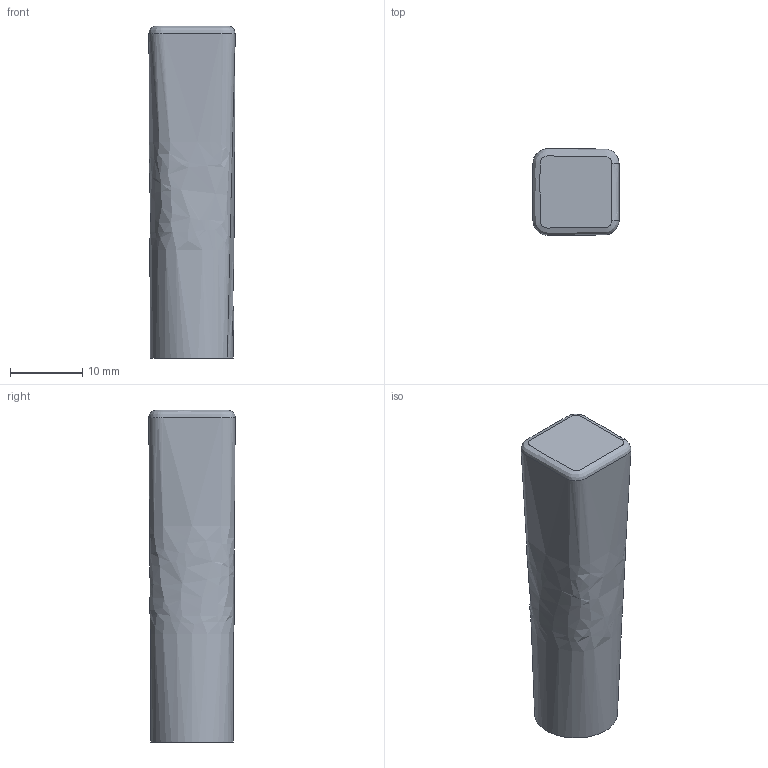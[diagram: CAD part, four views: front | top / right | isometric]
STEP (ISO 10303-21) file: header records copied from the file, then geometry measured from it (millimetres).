
FILE_DESCRIPTION(/* description */ (''),/* implementation_level */ '2;1');
FILE_NAME(/* name */ 'Pen Lid slightly too big v4.stp',/* time_stamp */ '2025-09-12T00:18:34+02:00',/* author */ (''),/* organization */ (''),/* preprocessor_version */ 'ST-DEVELOPER v20.1',/* originating_system */ 'Autodesk Translation Framework v14.10.0.0',/* authorisation */ '');
FILE_SCHEMA (('AUTOMOTIVE_DESIGN { 1 0 10303 214 3 1 1 }'));
Length unit declared in the file: millimetre
Products named in the file (1): Pen Lid (slightly too big)
Bounding box: 11.93 x 11.98 x 46 mm (x, y, z)
Volume: 2372.6 mm3; surface area: 3330.9 mm2
Topology: 1 solids, 1 shells, 9 faces, 21 edges, 15 vertices
Faces by surface type: bspline 4, plane 3, torus 1, cylinder 1
Full cylindrical faces by diameter (mm): 9.5 x1
Entity records: 1058 total; most frequent: CARTESIAN_POINT 836, ORIENTED_EDGE 42, DIRECTION 31, EDGE_CURVE 21, VERTEX_POINT 15, AXIS2_PLACEMENT_3D 14, B_SPLINE_CURVE_WITH_KNOTS 10, EDGE_LOOP 10
